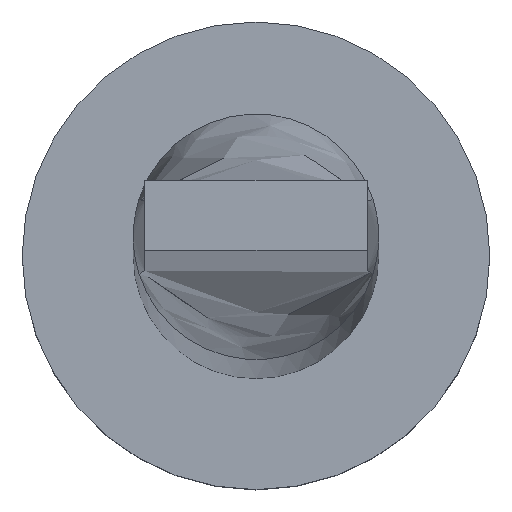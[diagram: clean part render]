
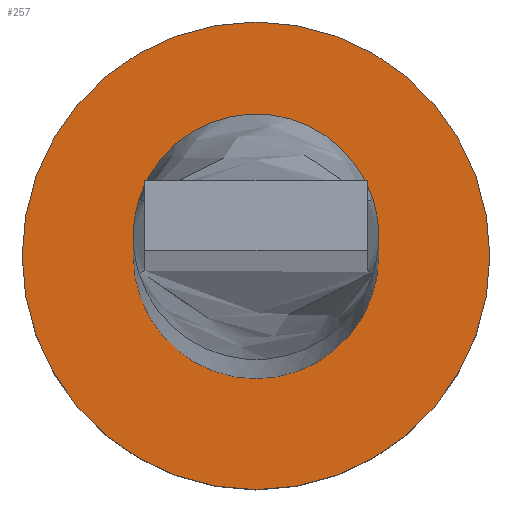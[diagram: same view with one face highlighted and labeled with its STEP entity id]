
A CAD part, top view. The second image highlights one B-rep face of the part: STEP entity #257.
In plain terms, the highlighted planar face has unit normal (0, 0, 1).
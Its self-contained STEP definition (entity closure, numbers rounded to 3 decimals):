
#25 = AXIS2_PLACEMENT_3D ( 'NONE', #307, #48, #487 ) ;
#32 = DIRECTION ( 'NONE',  ( 0., 0., 1. ) ) ;
#36 = CARTESIAN_POINT ( 'NONE',  ( 0., 0., 3. ) ) ;
#48 = DIRECTION ( 'NONE',  ( 0., 0., 1. ) ) ;
#64 = CARTESIAN_POINT ( 'NONE',  ( 0., 0., 3. ) ) ;
#130 = CARTESIAN_POINT ( 'NONE',  ( 0., 0., 3. ) ) ;
#132 = ORIENTED_EDGE ( 'NONE', *, *, #430, .F. ) ;
#134 = CIRCLE ( 'NONE', #409, 2.1 ) ;
#138 = ORIENTED_EDGE ( 'NONE', *, *, #335, .T. ) ;
#149 = ORIENTED_EDGE ( 'NONE', *, *, #464, .F. ) ;
#151 = EDGE_LOOP ( 'NONE', ( #408, #138 ) ) ;
#184 = DIRECTION ( 'NONE',  ( 0., 0., 1. ) ) ;
#186 = VERTEX_POINT ( 'NONE', #247 ) ;
#191 = DIRECTION ( 'NONE',  ( 1., 0., 0. ) ) ;
#218 = CARTESIAN_POINT ( 'NONE',  ( 2.1, 0., 3. ) ) ;
#219 = EDGE_CURVE ( 'NONE', #186, #353, #230, .T. ) ;
#221 = DIRECTION ( 'NONE',  ( 1., 0., 0. ) ) ;
#230 = CIRCLE ( 'NONE', #25, 4. ) ;
#247 = CARTESIAN_POINT ( 'NONE',  ( -4., 0., 3. ) ) ;
#253 = PLANE ( 'NONE',  #533 ) ;
#257 = ADVANCED_FACE ( 'NONE', ( #343, #260 ), #253, .T. ) ;
#258 = EDGE_LOOP ( 'NONE', ( #132, #149 ) ) ;
#260 = FACE_OUTER_BOUND ( 'NONE', #151, .T. ) ;
#279 = CIRCLE ( 'NONE', #477, 2.1 ) ;
#307 = CARTESIAN_POINT ( 'NONE',  ( 0., 0., 3. ) ) ;
#320 = AXIS2_PLACEMENT_3D ( 'NONE', #64, #376, #191 ) ;
#335 = EDGE_CURVE ( 'NONE', #353, #186, #581, .T. ) ;
#343 = FACE_BOUND ( 'NONE', #258, .T. ) ;
#353 = VERTEX_POINT ( 'NONE', #511 ) ;
#359 = CARTESIAN_POINT ( 'NONE',  ( -2.1, 0., 3. ) ) ;
#376 = DIRECTION ( 'NONE',  ( 0., 0., 1. ) ) ;
#408 = ORIENTED_EDGE ( 'NONE', *, *, #219, .T. ) ;
#409 = AXIS2_PLACEMENT_3D ( 'NONE', #130, #32, #573 ) ;
#430 = EDGE_CURVE ( 'NONE', #508, #525, #134, .T. ) ;
#431 = DIRECTION ( 'NONE',  ( 0., 0., 1. ) ) ;
#444 = DIRECTION ( 'NONE',  ( 1., 0., 0. ) ) ;
#464 = EDGE_CURVE ( 'NONE', #525, #508, #279, .T. ) ;
#477 = AXIS2_PLACEMENT_3D ( 'NONE', #552, #184, #221 ) ;
#487 = DIRECTION ( 'NONE',  ( 1., 0., 0. ) ) ;
#508 = VERTEX_POINT ( 'NONE', #359 ) ;
#511 = CARTESIAN_POINT ( 'NONE',  ( 4., 0., 3. ) ) ;
#525 = VERTEX_POINT ( 'NONE', #218 ) ;
#533 = AXIS2_PLACEMENT_3D ( 'NONE', #36, #431, #444 ) ;
#552 = CARTESIAN_POINT ( 'NONE',  ( 0., 0., 3. ) ) ;
#573 = DIRECTION ( 'NONE',  ( 1., 0., 0. ) ) ;
#581 = CIRCLE ( 'NONE', #320, 4. ) ;
